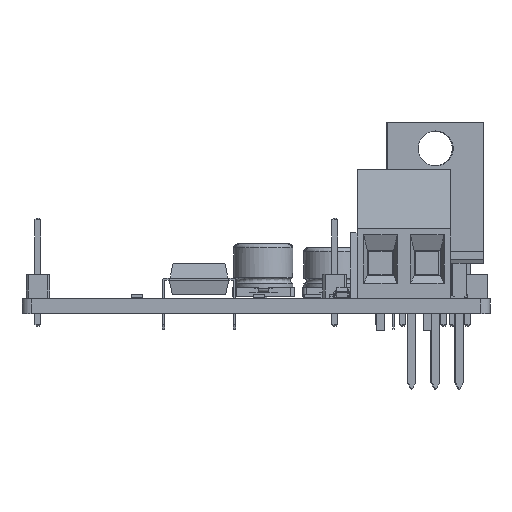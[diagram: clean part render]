
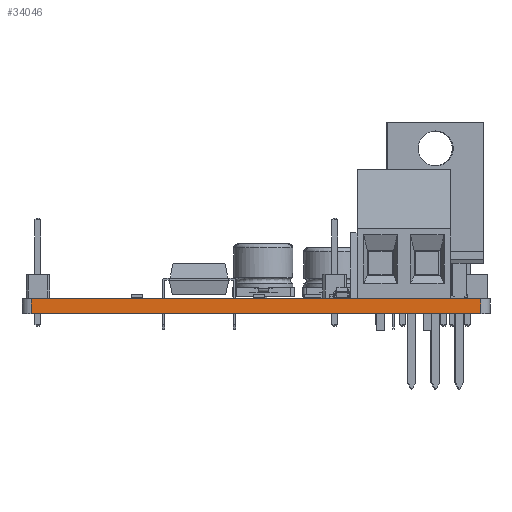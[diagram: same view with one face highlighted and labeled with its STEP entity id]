
A CAD part, front view. The second image highlights one B-rep face of the part: STEP entity #34046.
In plain terms, the highlighted planar face has unit normal (0, -1, 0).
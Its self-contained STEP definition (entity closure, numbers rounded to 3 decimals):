
#32020 = VERTEX_POINT('',#32021);
#32021 = CARTESIAN_POINT('',(24.,-42.,0.));
#32028 = EDGE_CURVE('',#32020,#32029,#32031,.T.);
#32029 = VERTEX_POINT('',#32030);
#32030 = CARTESIAN_POINT('',(-24.,-42.,0.));
#32031 = LINE('',#32032,#32033);
#32032 = CARTESIAN_POINT('',(24.,-42.,0.));
#32033 = VECTOR('',#32034,1.);
#32034 = DIRECTION('',(-1.,0.,0.));
#33011 = VERTEX_POINT('',#33012);
#33012 = CARTESIAN_POINT('',(24.,-42.,1.6));
#33019 = EDGE_CURVE('',#33011,#33020,#33022,.T.);
#33020 = VERTEX_POINT('',#33021);
#33021 = CARTESIAN_POINT('',(-24.,-42.,1.6));
#33022 = LINE('',#33023,#33024);
#33023 = CARTESIAN_POINT('',(24.,-42.,1.6));
#33024 = VECTOR('',#33025,1.);
#33025 = DIRECTION('',(-1.,0.,0.));
#34018 = EDGE_CURVE('',#32020,#33011,#34019,.T.);
#34019 = LINE('',#34020,#34021);
#34020 = CARTESIAN_POINT('',(24.,-42.,0.));
#34021 = VECTOR('',#34022,1.);
#34022 = DIRECTION('',(0.,0.,1.));
#34046 = ADVANCED_FACE('',(#34047),#34058,.T.);
#34047 = FACE_BOUND('',#34048,.T.);
#34048 = EDGE_LOOP('',(#34049,#34050,#34051,#34057));
#34049 = ORIENTED_EDGE('',*,*,#34018,.T.);
#34050 = ORIENTED_EDGE('',*,*,#33019,.T.);
#34051 = ORIENTED_EDGE('',*,*,#34052,.F.);
#34052 = EDGE_CURVE('',#32029,#33020,#34053,.T.);
#34053 = LINE('',#34054,#34055);
#34054 = CARTESIAN_POINT('',(-24.,-42.,0.));
#34055 = VECTOR('',#34056,1.);
#34056 = DIRECTION('',(0.,0.,1.));
#34057 = ORIENTED_EDGE('',*,*,#32028,.F.);
#34058 = PLANE('',#34059);
#34059 = AXIS2_PLACEMENT_3D('',#34060,#34061,#34062);
#34060 = CARTESIAN_POINT('',(24.,-42.,0.));
#34061 = DIRECTION('',(0.,-1.,0.));
#34062 = DIRECTION('',(-1.,0.,0.));
